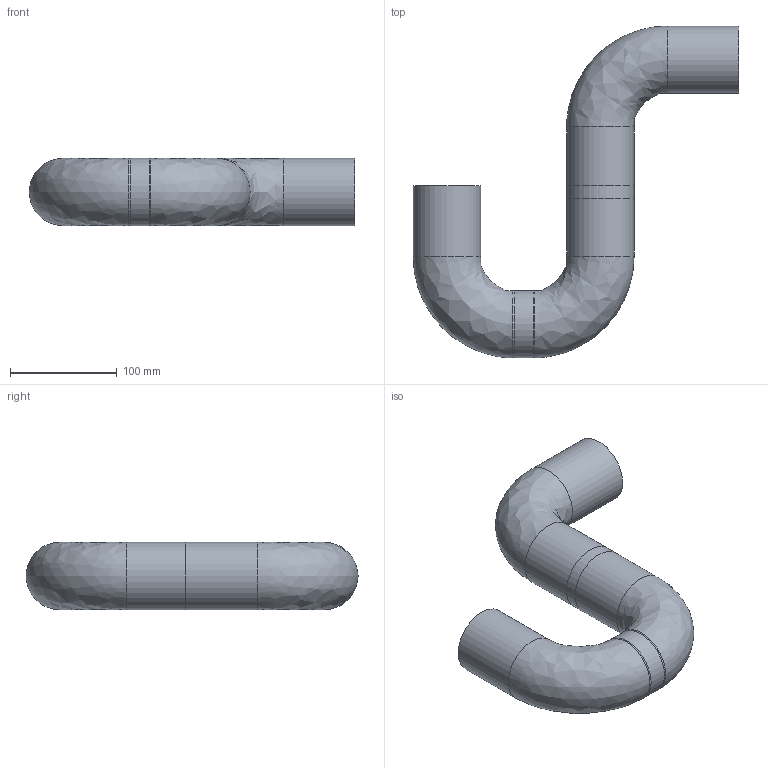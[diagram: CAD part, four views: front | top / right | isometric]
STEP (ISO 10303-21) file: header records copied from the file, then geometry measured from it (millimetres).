
FILE_DESCRIPTION (( 'STEP AP203' ), '1' );
FILE_NAME ('581208020.STEP', '2017-08-04T13:33:15', ( '' ), ( '' ), 'SwSTEP 2.0', 'SolidWorks 2017', '' );
FILE_SCHEMA (( 'CONFIG_CONTROL_DESIGN' ));
Length unit declared in the file: inch
Products named in the file (1): 581208020
Bounding box: 304.55 x 310.65 x 63 mm (x, y, z)
Volume: 633136.9 mm3; surface area: 222382.1 mm2
Topology: 3 solids, 3 shells, 24 faces, 51 edges, 33 vertices
Faces by surface type: cylinder 12, bspline 6, plane 6
Full cylindrical faces by diameter (mm): 51.4 x6, 63 x6
Entity records: 709 total; most frequent: CARTESIAN_POINT 235, DIRECTION 86, EDGE_LOOP 48, ORIENTED_EDGE 48, AXIS2_PLACEMENT_3D 43, FACE_OUTER_BOUND 42, ADVANCED_FACE 24, VERTEX_POINT 24
